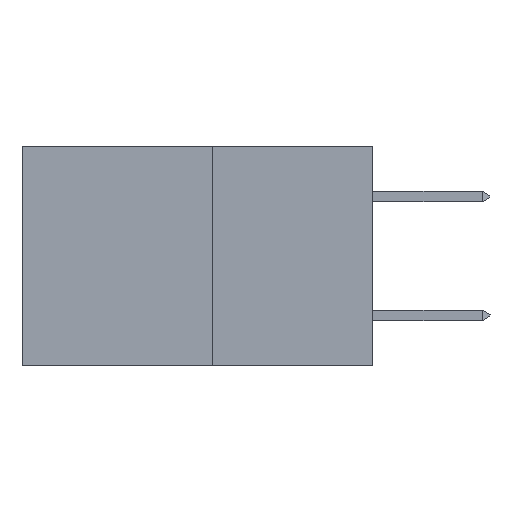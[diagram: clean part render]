
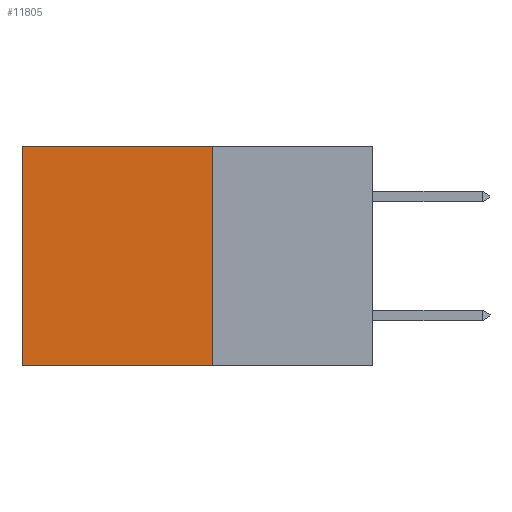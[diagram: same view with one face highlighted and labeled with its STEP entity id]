
A CAD part, left-side view. The second image highlights one B-rep face of the part: STEP entity #11805.
In plain terms, the highlighted planar face has unit normal (-1, 0, 0).
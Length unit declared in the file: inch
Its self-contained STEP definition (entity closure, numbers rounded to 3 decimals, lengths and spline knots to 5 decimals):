
#909 = CARTESIAN_POINT ( 'NONE',  ( 0.277, 0.27, 0. ) ) ;
#1650 = ORIENTED_EDGE ( 'NONE', *, *, #11094, .T. ) ;
#1884 = DIRECTION ( 'NONE',  ( 0., 0., -1. ) ) ;
#2097 = AXIS2_PLACEMENT_3D ( 'NONE', #8997, #10353, #1884 ) ;
#3244 = VERTEX_POINT ( 'NONE', #12734 ) ;
#3366 = CARTESIAN_POINT ( 'NONE',  ( 0.277, 0.27, -0.37 ) ) ;
#3793 = LINE ( 'NONE', #7311, #11244 ) ;
#4300 = EDGE_CURVE ( 'NONE', #6598, #3244, #3793, .T. ) ;
#4900 = ORIENTED_EDGE ( 'NONE', *, *, #12966, .T. ) ;
#5488 = EDGE_CURVE ( 'NONE', #14732, #6598, #14334, .T. ) ;
#5726 = VERTEX_POINT ( 'NONE', #13281 ) ;
#6598 = VERTEX_POINT ( 'NONE', #3366 ) ;
#6649 = VECTOR ( 'NONE', #14689, 39.37008 ) ;
#7311 = CARTESIAN_POINT ( 'NONE',  ( 0.277, 0.27, -0.37 ) ) ;
#8338 = ORIENTED_EDGE ( 'NONE', *, *, #5488, .F. ) ;
#8381 = DIRECTION ( 'NONE',  ( 0., 1., 0. ) ) ;
#8590 = EDGE_LOOP ( 'NONE', ( #1650, #9226, #8338, #4900 ) ) ;
#8997 = CARTESIAN_POINT ( 'NONE',  ( 0.277, 0.27, -0.37 ) ) ;
#9018 = DIRECTION ( 'NONE',  ( 0., 0., -1. ) ) ;
#9226 = ORIENTED_EDGE ( 'NONE', *, *, #4300, .F. ) ;
#9510 = LINE ( 'NONE', #11740, #14501 ) ;
#10040 = CARTESIAN_POINT ( 'NONE',  ( 0.277, 0.27, 0. ) ) ;
#10353 = DIRECTION ( 'NONE',  ( 1., 0., 0. ) ) ;
#11094 = EDGE_CURVE ( 'NONE', #5726, #3244, #9510, .T. ) ;
#11244 = VECTOR ( 'NONE', #8381, 39.37008 ) ;
#11386 = DIRECTION ( 'NONE',  ( 0., 1., 0. ) ) ;
#11740 = CARTESIAN_POINT ( 'NONE',  ( 0.277, 0.59, -0.37 ) ) ;
#11805 = ADVANCED_FACE ( 'NONE', ( #16585 ), #17027, .F. ) ;
#12734 = CARTESIAN_POINT ( 'NONE',  ( 0.277, 0.59, -0.37 ) ) ;
#12966 = EDGE_CURVE ( 'NONE', #14732, #5726, #16760, .T. ) ;
#13281 = CARTESIAN_POINT ( 'NONE',  ( 0.277, 0.59, 0. ) ) ;
#14334 = LINE ( 'NONE', #17394, #6649 ) ;
#14501 = VECTOR ( 'NONE', #9018, 39.37008 ) ;
#14689 = DIRECTION ( 'NONE',  ( 0., 0., -1. ) ) ;
#14732 = VERTEX_POINT ( 'NONE', #909 ) ;
#15914 = VECTOR ( 'NONE', #11386, 39.37008 ) ;
#16585 = FACE_OUTER_BOUND ( 'NONE', #8590, .T. ) ;
#16760 = LINE ( 'NONE', #10040, #15914 ) ;
#17027 = PLANE ( 'NONE',  #2097 ) ;
#17394 = CARTESIAN_POINT ( 'NONE',  ( 0.277, 0.27, -0.37 ) ) ;
